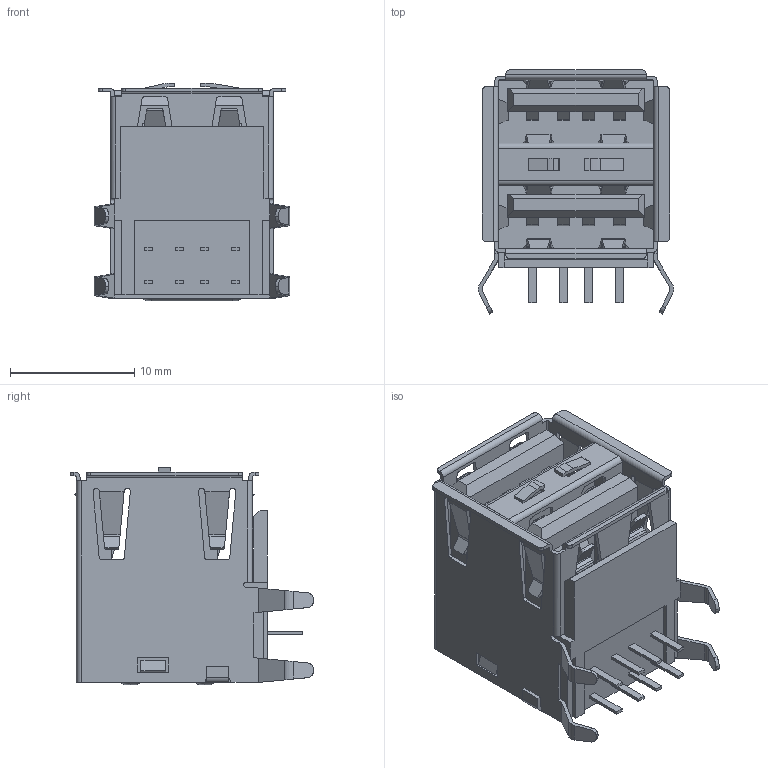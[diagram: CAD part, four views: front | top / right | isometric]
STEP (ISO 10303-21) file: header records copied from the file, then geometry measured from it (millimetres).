
FILE_DESCRIPTION((''),'2;1');
FILE_NAME('C-1775468-1','2014-12-19T',('workeradm'),('Tyco Electronics Ltd.'),'PRO/ENGINEER BY PARAMETRIC TECHNOLOGY CORPORATION, 2014090','PRO/ENGINEER BY PARAMETRIC TECHNOLOGY CORPORATION, 2014090','');
FILE_SCHEMA(('AUTOMOTIVE_DESIGN { 1 0 10303 214 1 1 1 1 }'));
Length unit declared in the file: millimetre
Products named in the file (1): C-1775468-1
Bounding box: 15.75 x 19.64 x 17.55 mm (x, y, z)
Volume: 2231.8 mm3; surface area: 3019 mm2
Topology: 3 solids, 3 shells, 627 faces, 1795 edges, 1184 vertices
Faces by surface type: plane 434, cylinder 189, bspline 4
Entity records: 20827 total; most frequent: CARTESIAN_POINT 4298, ORIENTED_EDGE 3590, DIRECTION 3109, EDGE_CURVE 1795, VECTOR 1399, LINE 1399, VERTEX_POINT 1184, AXIS2_PLACEMENT_3D 855
